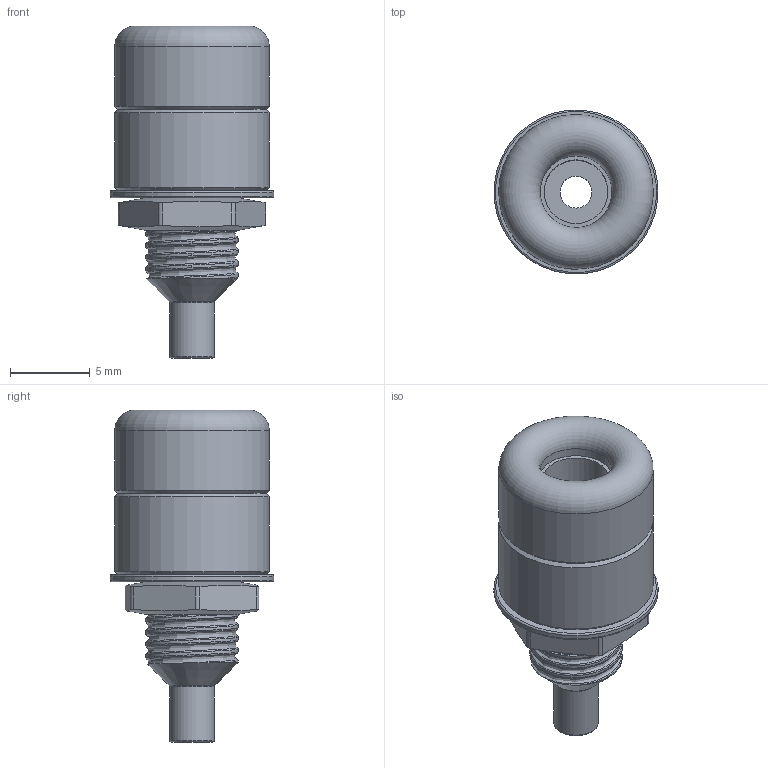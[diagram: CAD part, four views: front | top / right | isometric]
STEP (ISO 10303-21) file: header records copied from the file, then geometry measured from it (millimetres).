
FILE_DESCRIPTION(/* description */ (''),/* implementation_level */ '2;1');
FILE_NAME(/* name */ '4mm_banana_socket.stp',/* time_stamp */ '2021-12-02T20:41:36+01:00',/* author */ ('PaulT'),/* organization */ (''),/* preprocessor_version */ 'ST-DEVELOPER v18.1',/* originating_system */ 'Autodesk Inventor 2022',/* authorisation */ '');
FILE_SCHEMA (('AUTOMOTIVE_DESIGN { 1 0 10303 214 3 1 1 }'));
Length unit declared in the file: millimetre
Products named in the file (6): socket; screw; cap_top; cap_bot; rondelle; ecrou
Assembly tree (5 placements, depth 2):
  socket
    screw
    cap_top
    cap_bot
    rondelle
    ecrou
Bounding box: 10.27 x 10.27 x 20.84 mm (x, y, z)
Volume: 774.7 mm3; surface area: 1602.6 mm2
Topology: 5 solids, 5 shells, 74 faces, 181 edges, 117 vertices
Faces by surface type: cylinder 38, plane 16, cone 8, torus 6, bspline 4, sphere 2
Full cylindrical faces by diameter (mm): 2 x1, 2.8 x1, 4 x1, 4.5 x1, 5.4 x2, 5.8 x18, 6 x1, 7.3 x2, 9.7 x2, 10.3 x1
Entity records: 6260 total; most frequent: CARTESIAN_POINT 4371, ORIENTED_EDGE 362, DIRECTION 331, EDGE_CURVE 181, AXIS2_PLACEMENT_3D 140, VERTEX_POINT 117, EDGE_LOOP 84, FACE_OUTER_BOUND 74
